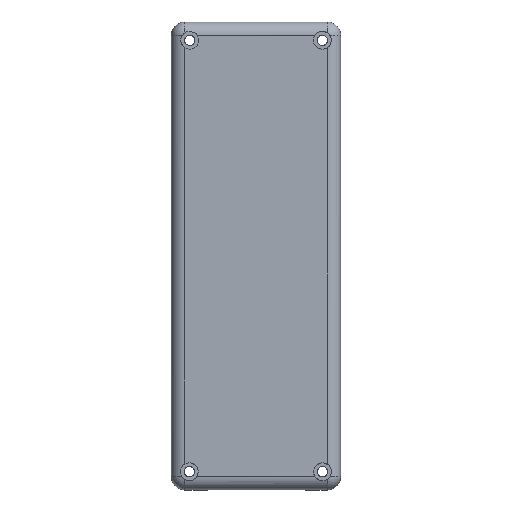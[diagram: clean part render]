
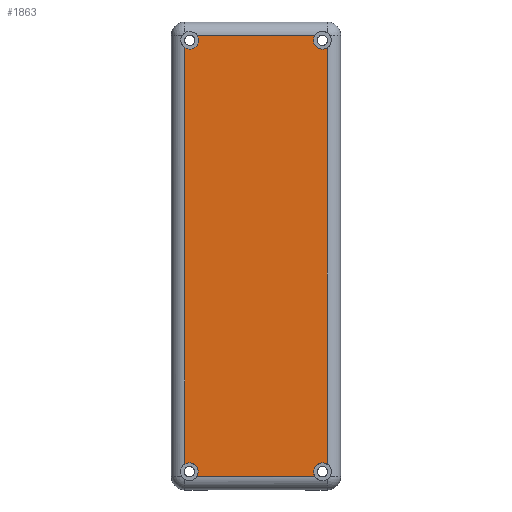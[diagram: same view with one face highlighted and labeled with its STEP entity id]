
A CAD part, top view. The second image highlights one B-rep face of the part: STEP entity #1863.
In plain terms, the highlighted planar face has unit normal (0, 0, 1).
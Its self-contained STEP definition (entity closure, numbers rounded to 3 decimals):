
#37=CIRCLE('',#1967,2.);
#49=CIRCLE('',#1987,2.);
#50=CIRCLE('',#1988,2.);
#54=CIRCLE('',#1994,2.);
#55=CIRCLE('',#1995,2.);
#56=CIRCLE('',#1996,2.);
#158=FACE_OUTER_BOUND('',#259,.T.);
#259=EDGE_LOOP('',(#1331,#1332,#1333,#1334,#1335,#1336,#1337,#1338,#1339,
#1340));
#388=LINE('',#2770,#591);
#409=LINE('',#2877,#612);
#410=LINE('',#2879,#613);
#411=LINE('',#2885,#614);
#591=VECTOR('',#2203,10.);
#612=VECTOR('',#2252,10.);
#613=VECTOR('',#2253,10.);
#614=VECTOR('',#2258,10.);
#782=VERTEX_POINT('',#2706);
#784=VERTEX_POINT('',#2720);
#796=VERTEX_POINT('',#2769);
#816=VERTEX_POINT('',#2827);
#818=VERTEX_POINT('',#2847);
#819=VERTEX_POINT('',#2860);
#825=VERTEX_POINT('',#2878);
#826=VERTEX_POINT('',#2880);
#827=VERTEX_POINT('',#2882);
#828=VERTEX_POINT('',#2884);
#973=EDGE_CURVE('',#784,#782,#37,.T.);
#989=EDGE_CURVE('',#784,#796,#388,.T.);
#1014=EDGE_CURVE('',#819,#818,#49,.T.);
#1016=EDGE_CURVE('',#816,#819,#50,.T.);
#1023=EDGE_CURVE('',#816,#782,#409,.T.);
#1024=EDGE_CURVE('',#825,#818,#410,.T.);
#1025=EDGE_CURVE('',#825,#826,#54,.T.);
#1026=EDGE_CURVE('',#826,#827,#55,.T.);
#1027=EDGE_CURVE('',#828,#827,#411,.T.);
#1028=EDGE_CURVE('',#828,#796,#56,.T.);
#1331=ORIENTED_EDGE('',*,*,#973,.T.);
#1332=ORIENTED_EDGE('',*,*,#1023,.F.);
#1333=ORIENTED_EDGE('',*,*,#1016,.T.);
#1334=ORIENTED_EDGE('',*,*,#1014,.T.);
#1335=ORIENTED_EDGE('',*,*,#1024,.F.);
#1336=ORIENTED_EDGE('',*,*,#1025,.T.);
#1337=ORIENTED_EDGE('',*,*,#1026,.T.);
#1338=ORIENTED_EDGE('',*,*,#1027,.F.);
#1339=ORIENTED_EDGE('',*,*,#1028,.T.);
#1340=ORIENTED_EDGE('',*,*,#989,.F.);
#1787=PLANE('',#1993);
#1863=ADVANCED_FACE('',(#158),#1787,.T.);
#1967=AXIS2_PLACEMENT_3D('',#2721,#2173,#2174);
#1987=AXIS2_PLACEMENT_3D('',#2861,#2234,#2235);
#1988=AXIS2_PLACEMENT_3D('',#2863,#2237,#2238);
#1993=AXIS2_PLACEMENT_3D('',#2876,#2250,#2251);
#1994=AXIS2_PLACEMENT_3D('',#2881,#2254,#2255);
#1995=AXIS2_PLACEMENT_3D('',#2883,#2256,#2257);
#1996=AXIS2_PLACEMENT_3D('',#2886,#2259,#2260);
#2173=DIRECTION('center_axis',(0.,0.,-1.));
#2174=DIRECTION('ref_axis',(1.,0.,0.));
#2203=DIRECTION('',(0.,1.,0.));
#2234=DIRECTION('center_axis',(0.,0.,-1.));
#2235=DIRECTION('ref_axis',(1.,0.,0.));
#2237=DIRECTION('center_axis',(0.,0.,-1.));
#2238=DIRECTION('ref_axis',(1.,0.,0.));
#2250=DIRECTION('center_axis',(0.,0.,1.));
#2251=DIRECTION('ref_axis',(1.,0.,0.));
#2252=DIRECTION('',(-1.,0.,0.));
#2253=DIRECTION('',(0.,-1.,0.));
#2254=DIRECTION('center_axis',(0.,0.,-1.));
#2255=DIRECTION('ref_axis',(1.,0.,0.));
#2256=DIRECTION('center_axis',(0.,0.,-1.));
#2257=DIRECTION('ref_axis',(1.,0.,0.));
#2258=DIRECTION('',(1.,0.,0.));
#2259=DIRECTION('center_axis',(0.,0.,-1.));
#2260=DIRECTION('ref_axis',(1.,0.,0.));
#2706=CARTESIAN_POINT('',(-13.285,-49.5,29.));
#2720=CARTESIAN_POINT('',(-16.,-46.71,29.));
#2721=CARTESIAN_POINT('Origin',(-14.971,-48.425,29.));
#2769=CARTESIAN_POINT('',(-16.,46.733,29.));
#2770=CARTESIAN_POINT('',(-16.,26.25,29.));
#2827=CARTESIAN_POINT('',(13.238,-49.5,29.));
#2847=CARTESIAN_POINT('',(16.,-46.739,29.));
#2860=CARTESIAN_POINT('',(12.925,-48.425,29.));
#2861=CARTESIAN_POINT('Origin',(14.925,-48.425,29.));
#2863=CARTESIAN_POINT('Origin',(14.925,-48.425,29.));
#2876=CARTESIAN_POINT('Origin',(0.,0.,29.));
#2877=CARTESIAN_POINT('',(-12.5,-49.5,29.));
#2878=CARTESIAN_POINT('',(16.,46.716,29.));
#2879=CARTESIAN_POINT('',(16.,-26.25,29.));
#2880=CARTESIAN_POINT('',(12.894,48.382,29.));
#2881=CARTESIAN_POINT('Origin',(14.894,48.382,29.));
#2882=CARTESIAN_POINT('',(13.235,49.5,29.));
#2883=CARTESIAN_POINT('Origin',(14.894,48.382,29.));
#2884=CARTESIAN_POINT('',(-13.206,49.5,29.));
#2885=CARTESIAN_POINT('',(12.5,49.5,29.));
#2886=CARTESIAN_POINT('Origin',(-14.861,48.377,29.));
